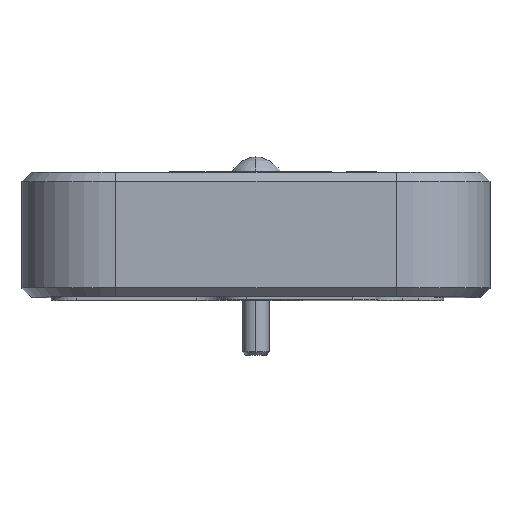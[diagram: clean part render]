
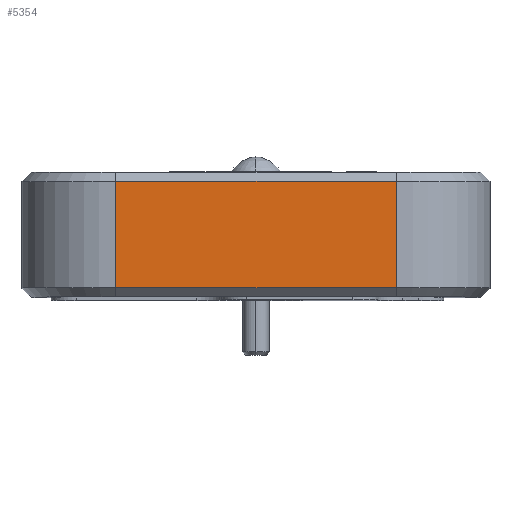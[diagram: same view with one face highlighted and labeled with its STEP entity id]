
A CAD part, top view. The second image highlights one B-rep face of the part: STEP entity #5354.
In plain terms, the highlighted planar face has unit normal (0, 0, 1).
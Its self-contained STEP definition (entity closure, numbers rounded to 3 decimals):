
#548 = CARTESIAN_POINT ( 'NONE',  ( -4.5, 3.7, 7.5 ) ) ;
#1100 = EDGE_LOOP ( 'NONE', ( #8342, #2334, #2448, #7229 ) ) ;
#1682 = LINE ( 'NONE', #2544, #4597 ) ;
#1752 = CARTESIAN_POINT ( 'NONE',  ( 4.5, 3.7, 7.5 ) ) ;
#1813 = DIRECTION ( 'NONE',  ( 0., 1., 0. ) ) ;
#2043 = VERTEX_POINT ( 'NONE', #8669 ) ;
#2046 = DIRECTION ( 'NONE',  ( -1., 0., 0. ) ) ;
#2052 = CARTESIAN_POINT ( 'NONE',  ( 4.5, 0.3, 7.5 ) ) ;
#2147 = DIRECTION ( 'NONE',  ( 0., 0., -1. ) ) ;
#2180 = CARTESIAN_POINT ( 'NONE',  ( -4.5, 3.7, 7.5 ) ) ;
#2186 = CARTESIAN_POINT ( 'NONE',  ( -4.5, 4., 7.5 ) ) ;
#2334 = ORIENTED_EDGE ( 'NONE', *, *, #4724, .T. ) ;
#2448 = ORIENTED_EDGE ( 'NONE', *, *, #3525, .T. ) ;
#2531 = LINE ( 'NONE', #6808, #6087 ) ;
#2544 = CARTESIAN_POINT ( 'NONE',  ( 7.5, 0.3, 7.5 ) ) ;
#2860 = LINE ( 'NONE', #2180, #9337 ) ;
#2875 = PLANE ( 'NONE',  #8415 ) ;
#3525 = EDGE_CURVE ( 'NONE', #9403, #5843, #2531, .T. ) ;
#3955 = VECTOR ( 'NONE', #9496, 1000. ) ;
#4327 = DIRECTION ( 'NONE',  ( -1., 0., 0. ) ) ;
#4597 = VECTOR ( 'NONE', #8455, 1000. ) ;
#4724 = EDGE_CURVE ( 'NONE', #2043, #9403, #1682, .T. ) ;
#5270 = VERTEX_POINT ( 'NONE', #548 ) ;
#5354 = ADVANCED_FACE ( 'NONE', ( #8680 ), #2875, .F. ) ;
#5577 = EDGE_CURVE ( 'NONE', #5843, #5270, #2860, .T. ) ;
#5843 = VERTEX_POINT ( 'NONE', #1752 ) ;
#6087 = VECTOR ( 'NONE', #1813, 1000. ) ;
#6808 = CARTESIAN_POINT ( 'NONE',  ( 4.5, 4., 7.5 ) ) ;
#7229 = ORIENTED_EDGE ( 'NONE', *, *, #5577, .T. ) ;
#7468 = LINE ( 'NONE', #2186, #3955 ) ;
#8342 = ORIENTED_EDGE ( 'NONE', *, *, #8393, .T. ) ;
#8393 = EDGE_CURVE ( 'NONE', #5270, #2043, #7468, .T. ) ;
#8415 = AXIS2_PLACEMENT_3D ( 'NONE', #8781, #2147, #2046 ) ;
#8455 = DIRECTION ( 'NONE',  ( 1., 0., 0. ) ) ;
#8669 = CARTESIAN_POINT ( 'NONE',  ( -4.5, 0.3, 7.5 ) ) ;
#8680 = FACE_OUTER_BOUND ( 'NONE', #1100, .T. ) ;
#8781 = CARTESIAN_POINT ( 'NONE',  ( 7.5, 4., 7.5 ) ) ;
#9337 = VECTOR ( 'NONE', #4327, 1000. ) ;
#9403 = VERTEX_POINT ( 'NONE', #2052 ) ;
#9496 = DIRECTION ( 'NONE',  ( 0., -1., 0. ) ) ;
